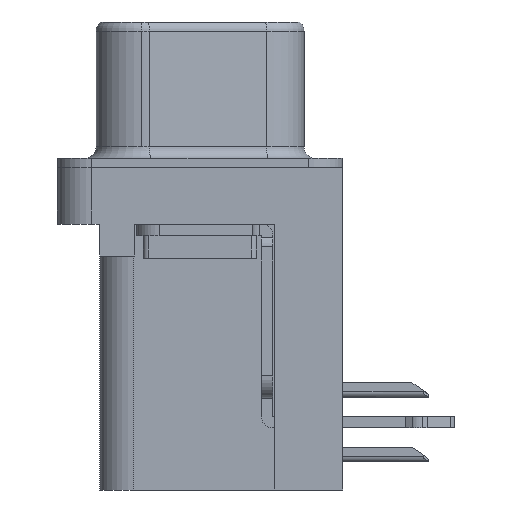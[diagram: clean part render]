
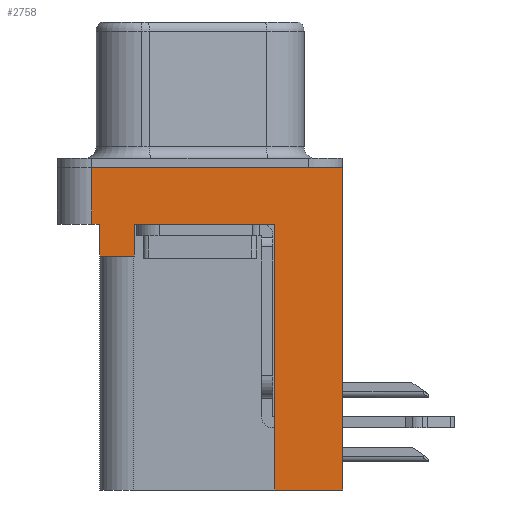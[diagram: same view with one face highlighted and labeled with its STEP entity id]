
A CAD part, left-side view. The second image highlights one B-rep face of the part: STEP entity #2758.
In plain terms, the highlighted planar face has unit normal (-1, 0, 0).
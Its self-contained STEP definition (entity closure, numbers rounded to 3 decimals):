
#619 = CARTESIAN_POINT ( 'NONE',  ( -2.935, -6.275, -2.5 ) ) ;
#827 = CARTESIAN_POINT ( 'NONE',  ( -2.935, -3.295, -14.2 ) ) ;
#946 = VERTEX_POINT ( 'NONE', #2016 ) ;
#1155 = EDGE_CURVE ( 'NONE', #19040, #5788, #5000, .T. ) ;
#1444 = EDGE_CURVE ( 'NONE', #2487, #19040, #11516, .T. ) ;
#2016 = CARTESIAN_POINT ( 'NONE',  ( -2.935, -6.275, -14.2 ) ) ;
#2166 = VECTOR ( 'NONE', #2289, 1000. ) ;
#2245 = EDGE_CURVE ( 'NONE', #15974, #16741, #6812, .T. ) ;
#2289 = DIRECTION ( 'NONE',  ( 0., 0., 1. ) ) ;
#2487 = VERTEX_POINT ( 'NONE', #17595 ) ;
#2717 = EDGE_CURVE ( 'NONE', #5921, #15165, #8059, .T. ) ;
#2758 = ADVANCED_FACE ( 'NONE', ( #18268 ), #14203, .T. ) ;
#2783 = AXIS2_PLACEMENT_3D ( 'NONE', #619, #18460, #10980 ) ;
#2829 = LINE ( 'NONE', #8793, #6134 ) ;
#2997 = EDGE_CURVE ( 'NONE', #2487, #10665, #9481, .T. ) ;
#3392 = DIRECTION ( 'NONE',  ( 0., 1., 0. ) ) ;
#3644 = DIRECTION ( 'NONE',  ( 0., 1., 0. ) ) ;
#3944 = VECTOR ( 'NONE', #3644, 1000. ) ;
#3950 = ORIENTED_EDGE ( 'NONE', *, *, #13368, .F. ) ;
#4135 = ORIENTED_EDGE ( 'NONE', *, *, #2717, .T. ) ;
#4309 = EDGE_CURVE ( 'NONE', #15165, #16741, #5091, .T. ) ;
#4331 = EDGE_CURVE ( 'NONE', #946, #5788, #9683, .T. ) ;
#4566 = EDGE_LOOP ( 'NONE', ( #10397, #16891, #9733, #3950, #17795, #4135, #4619, #6020, #13243, #16991 ) ) ;
#4619 = ORIENTED_EDGE ( 'NONE', *, *, #4309, .T. ) ;
#4658 = LINE ( 'NONE', #9516, #3944 ) ;
#4871 = CARTESIAN_POINT ( 'NONE',  ( -2.935, -3.295, -14.2 ) ) ;
#4994 = CARTESIAN_POINT ( 'NONE',  ( -2.935, 4.425, -2.5 ) ) ;
#5000 = LINE ( 'NONE', #6371, #12058 ) ;
#5063 = VECTOR ( 'NONE', #5342, 1000. ) ;
#5091 = LINE ( 'NONE', #16876, #10375 ) ;
#5342 = DIRECTION ( 'NONE',  ( 0., 0., 1. ) ) ;
#5788 = VERTEX_POINT ( 'NONE', #13488 ) ;
#5791 = CARTESIAN_POINT ( 'NONE',  ( -2.935, -3.295, -2.5 ) ) ;
#5921 = VERTEX_POINT ( 'NONE', #6372 ) ;
#6020 = ORIENTED_EDGE ( 'NONE', *, *, #2245, .F. ) ;
#6134 = VECTOR ( 'NONE', #11901, 1000. ) ;
#6371 = CARTESIAN_POINT ( 'NONE',  ( -2.935, -6.275, 0. ) ) ;
#6372 = CARTESIAN_POINT ( 'NONE',  ( -2.935, 2.895, -3.9 ) ) ;
#6769 = CARTESIAN_POINT ( 'NONE',  ( -2.935, 4.775, 0. ) ) ;
#6812 = LINE ( 'NONE', #827, #5063 ) ;
#6880 = CARTESIAN_POINT ( 'NONE',  ( -2.935, 2.895, -2.5 ) ) ;
#7157 = VECTOR ( 'NONE', #18617, 1000. ) ;
#7240 = CARTESIAN_POINT ( 'NONE',  ( -2.935, 4.775, -2.5 ) ) ;
#7725 = DIRECTION ( 'NONE',  ( 0., -1., 0. ) ) ;
#8059 = LINE ( 'NONE', #12446, #2166 ) ;
#8793 = CARTESIAN_POINT ( 'NONE',  ( -2.935, 4.425, -3.9 ) ) ;
#8892 = DIRECTION ( 'NONE',  ( 0., 0., 1. ) ) ;
#9481 = LINE ( 'NONE', #11736, #18069 ) ;
#9516 = CARTESIAN_POINT ( 'NONE',  ( -2.935, 4.425, -3.9 ) ) ;
#9683 = LINE ( 'NONE', #16973, #7157 ) ;
#9733 = ORIENTED_EDGE ( 'NONE', *, *, #2997, .T. ) ;
#10375 = VECTOR ( 'NONE', #13967, 1000. ) ;
#10397 = ORIENTED_EDGE ( 'NONE', *, *, #1155, .F. ) ;
#10464 = DIRECTION ( 'NONE',  ( 0., -1., 0. ) ) ;
#10665 = VERTEX_POINT ( 'NONE', #4994 ) ;
#10980 = DIRECTION ( 'NONE',  ( 0., 0., 1. ) ) ;
#11516 = LINE ( 'NONE', #7240, #18928 ) ;
#11736 = CARTESIAN_POINT ( 'NONE',  ( -2.935, -6.275, -2.5 ) ) ;
#11901 = DIRECTION ( 'NONE',  ( 0., 0., 1. ) ) ;
#12058 = VECTOR ( 'NONE', #7725, 1000. ) ;
#12446 = CARTESIAN_POINT ( 'NONE',  ( -2.935, 2.895, -3.9 ) ) ;
#12541 = EDGE_CURVE ( 'NONE', #5921, #18035, #4658, .T. ) ;
#13243 = ORIENTED_EDGE ( 'NONE', *, *, #15653, .F. ) ;
#13368 = EDGE_CURVE ( 'NONE', #18035, #10665, #2829, .T. ) ;
#13486 = CARTESIAN_POINT ( 'NONE',  ( -2.935, 4.425, -3.9 ) ) ;
#13488 = CARTESIAN_POINT ( 'NONE',  ( -2.935, -6.275, 0. ) ) ;
#13967 = DIRECTION ( 'NONE',  ( 0., -1., 0. ) ) ;
#14203 = PLANE ( 'NONE',  #2783 ) ;
#15165 = VERTEX_POINT ( 'NONE', #6880 ) ;
#15172 = CARTESIAN_POINT ( 'NONE',  ( -2.935, -3.295, -14.2 ) ) ;
#15653 = EDGE_CURVE ( 'NONE', #946, #15974, #18207, .T. ) ;
#15816 = VECTOR ( 'NONE', #3392, 1000. ) ;
#15974 = VERTEX_POINT ( 'NONE', #15172 ) ;
#16741 = VERTEX_POINT ( 'NONE', #5791 ) ;
#16876 = CARTESIAN_POINT ( 'NONE',  ( -2.935, -6.275, -2.5 ) ) ;
#16891 = ORIENTED_EDGE ( 'NONE', *, *, #1444, .F. ) ;
#16973 = CARTESIAN_POINT ( 'NONE',  ( -2.935, -6.275, -2.5 ) ) ;
#16991 = ORIENTED_EDGE ( 'NONE', *, *, #4331, .T. ) ;
#17595 = CARTESIAN_POINT ( 'NONE',  ( -2.935, 4.775, -2.5 ) ) ;
#17795 = ORIENTED_EDGE ( 'NONE', *, *, #12541, .F. ) ;
#18035 = VERTEX_POINT ( 'NONE', #13486 ) ;
#18069 = VECTOR ( 'NONE', #10464, 1000. ) ;
#18207 = LINE ( 'NONE', #4871, #15816 ) ;
#18268 = FACE_OUTER_BOUND ( 'NONE', #4566, .T. ) ;
#18460 = DIRECTION ( 'NONE',  ( -1., 0., 0. ) ) ;
#18617 = DIRECTION ( 'NONE',  ( 0., 0., 1. ) ) ;
#18928 = VECTOR ( 'NONE', #8892, 1000. ) ;
#19040 = VERTEX_POINT ( 'NONE', #6769 ) ;
